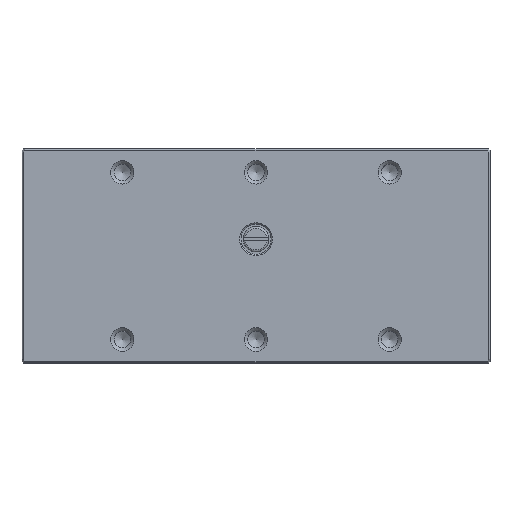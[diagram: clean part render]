
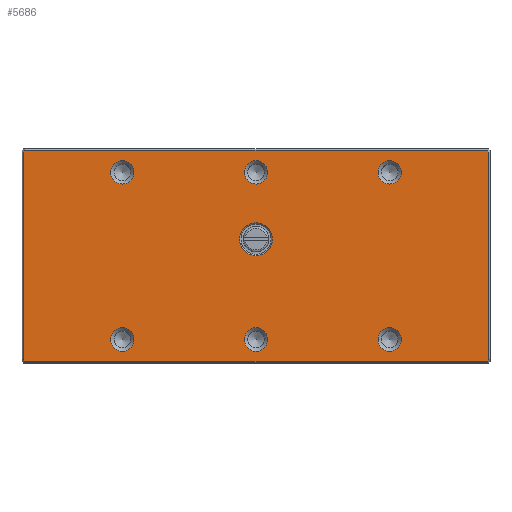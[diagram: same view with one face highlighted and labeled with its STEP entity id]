
A CAD part, top view. The second image highlights one B-rep face of the part: STEP entity #5686.
In plain terms, the highlighted planar face has unit normal (0, 0, 1).
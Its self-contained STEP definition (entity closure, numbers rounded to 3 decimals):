
#4242=CIRCLE('',#30725,2.45);
#4243=CIRCLE('',#30726,1.75);
#4244=CIRCLE('',#30727,1.75);
#4245=CIRCLE('',#30728,1.75);
#4246=CIRCLE('',#30729,1.75);
#4247=CIRCLE('',#30730,1.75);
#4248=CIRCLE('',#30731,1.75);
#5686=ADVANCED_FACE('',(#8527,#8528,#8529,#8530,#8531,#8532,#8533,#8534),
#7050,.F.);
#7050=PLANE('',#30732);
#8527=FACE_BOUND('',#8782,.T.);
#8528=FACE_BOUND('',#8783,.T.);
#8529=FACE_BOUND('',#8784,.T.);
#8530=FACE_BOUND('',#8785,.T.);
#8531=FACE_BOUND('',#8786,.T.);
#8532=FACE_BOUND('',#8787,.T.);
#8533=FACE_BOUND('',#8788,.T.);
#8534=FACE_BOUND('',#8789,.T.);
#8782=EDGE_LOOP('',(#10961));
#8783=EDGE_LOOP('',(#10962));
#8784=EDGE_LOOP('',(#10963));
#8785=EDGE_LOOP('',(#10964));
#8786=EDGE_LOOP('',(#10965));
#8787=EDGE_LOOP('',(#10966));
#8788=EDGE_LOOP('',(#10967));
#8789=EDGE_LOOP('',(#10968,#10969,#10970,#10971,#10972,#10973,#10974,#10975));
#10961=ORIENTED_EDGE('',*,*,#21028,.T.);
#10962=ORIENTED_EDGE('',*,*,#21029,.T.);
#10963=ORIENTED_EDGE('',*,*,#21030,.T.);
#10964=ORIENTED_EDGE('',*,*,#21031,.T.);
#10965=ORIENTED_EDGE('',*,*,#21032,.T.);
#10966=ORIENTED_EDGE('',*,*,#21033,.T.);
#10967=ORIENTED_EDGE('',*,*,#21034,.T.);
#10968=ORIENTED_EDGE('',*,*,#21035,.T.);
#10969=ORIENTED_EDGE('',*,*,#21036,.T.);
#10970=ORIENTED_EDGE('',*,*,#21037,.T.);
#10971=ORIENTED_EDGE('',*,*,#21038,.T.);
#10972=ORIENTED_EDGE('',*,*,#21039,.T.);
#10973=ORIENTED_EDGE('',*,*,#21040,.T.);
#10974=ORIENTED_EDGE('',*,*,#21041,.T.);
#10975=ORIENTED_EDGE('',*,*,#21042,.T.);
#18503=VERTEX_POINT('',#39950);
#18504=VERTEX_POINT('',#39952);
#18505=VERTEX_POINT('',#39954);
#18506=VERTEX_POINT('',#39956);
#18507=VERTEX_POINT('',#39958);
#18508=VERTEX_POINT('',#39960);
#18509=VERTEX_POINT('',#39962);
#18510=VERTEX_POINT('',#39964);
#18511=VERTEX_POINT('',#39965);
#18512=VERTEX_POINT('',#39967);
#18513=VERTEX_POINT('',#39969);
#18514=VERTEX_POINT('',#39971);
#18515=VERTEX_POINT('',#39973);
#18516=VERTEX_POINT('',#39975);
#18517=VERTEX_POINT('',#39977);
#21028=EDGE_CURVE('',#18503,#18503,#4242,.T.);
#21029=EDGE_CURVE('',#18504,#18504,#4243,.T.);
#21030=EDGE_CURVE('',#18505,#18505,#4244,.T.);
#21031=EDGE_CURVE('',#18506,#18506,#4245,.T.);
#21032=EDGE_CURVE('',#18507,#18507,#4246,.T.);
#21033=EDGE_CURVE('',#18508,#18508,#4247,.T.);
#21034=EDGE_CURVE('',#18509,#18509,#4248,.T.);
#21035=EDGE_CURVE('',#18510,#18511,#24643,.T.);
#21036=EDGE_CURVE('',#18511,#18512,#24644,.T.);
#21037=EDGE_CURVE('',#18512,#18513,#24645,.T.);
#21038=EDGE_CURVE('',#18513,#18514,#24646,.T.);
#21039=EDGE_CURVE('',#18514,#18515,#24647,.T.);
#21040=EDGE_CURVE('',#18515,#18516,#24648,.T.);
#21041=EDGE_CURVE('',#18516,#18517,#24649,.T.);
#21042=EDGE_CURVE('',#18517,#18510,#24650,.T.);
#24643=LINE('',#39963,#27981);
#24644=LINE('',#39966,#27982);
#24645=LINE('',#39968,#27983);
#24646=LINE('',#39970,#27984);
#24647=LINE('',#39972,#27985);
#24648=LINE('',#39974,#27986);
#24649=LINE('',#39976,#27987);
#24650=LINE('',#39978,#27988);
#27981=VECTOR('',#32751,1.);
#27982=VECTOR('',#32752,1.);
#27983=VECTOR('',#32753,1.);
#27984=VECTOR('',#32754,1.);
#27985=VECTOR('',#32755,1.);
#27986=VECTOR('',#32756,1.);
#27987=VECTOR('',#32757,1.);
#27988=VECTOR('',#32758,1.);
#30725=AXIS2_PLACEMENT_3D('',#39949,#32737,#32738);
#30726=AXIS2_PLACEMENT_3D('',#39951,#32739,#32740);
#30727=AXIS2_PLACEMENT_3D('',#39953,#32741,#32742);
#30728=AXIS2_PLACEMENT_3D('',#39955,#32743,#32744);
#30729=AXIS2_PLACEMENT_3D('',#39957,#32745,#32746);
#30730=AXIS2_PLACEMENT_3D('',#39959,#32747,#32748);
#30731=AXIS2_PLACEMENT_3D('',#39961,#32749,#32750);
#30732=AXIS2_PLACEMENT_3D('',#39979,#32759,#32760);
#32737=DIRECTION('',(0.,0.,-1.));
#32738=DIRECTION('',(-1.,0.,0.));
#32739=DIRECTION('',(0.,0.,-1.));
#32740=DIRECTION('',(-1.,0.,0.));
#32741=DIRECTION('',(0.,0.,-1.));
#32742=DIRECTION('',(-1.,0.,0.));
#32743=DIRECTION('',(0.,0.,-1.));
#32744=DIRECTION('',(-1.,0.,0.));
#32745=DIRECTION('',(0.,0.,-1.));
#32746=DIRECTION('',(-1.,0.,0.));
#32747=DIRECTION('',(0.,0.,-1.));
#32748=DIRECTION('',(-1.,0.,0.));
#32749=DIRECTION('',(0.,0.,-1.));
#32750=DIRECTION('',(-1.,0.,0.));
#32751=DIRECTION('',(-0.577,-0.816,0.));
#32752=DIRECTION('',(0.,-1.,0.));
#32753=DIRECTION('',(0.577,-0.816,0.));
#32754=DIRECTION('',(1.,0.,0.));
#32755=DIRECTION('',(0.577,0.816,0.));
#32756=DIRECTION('',(0.,1.,0.));
#32757=DIRECTION('',(-0.577,0.816,0.));
#32758=DIRECTION('',(-1.,0.,0.));
#32759=DIRECTION('',(0.,0.,-1.));
#32760=DIRECTION('',(1.,0.,0.));
#39949=CARTESIAN_POINT('',(0.,2.5,16.));
#39950=CARTESIAN_POINT('',(-2.45,2.5,16.));
#39951=CARTESIAN_POINT('',(20.,12.5,16.));
#39952=CARTESIAN_POINT('',(18.25,12.5,16.));
#39953=CARTESIAN_POINT('',(0.,12.5,16.));
#39954=CARTESIAN_POINT('',(-1.75,12.5,16.));
#39955=CARTESIAN_POINT('',(20.,-12.5,16.));
#39956=CARTESIAN_POINT('',(18.25,-12.5,16.));
#39957=CARTESIAN_POINT('',(0.,-12.5,16.));
#39958=CARTESIAN_POINT('',(-1.75,-12.5,16.));
#39959=CARTESIAN_POINT('',(-20.,12.5,16.));
#39960=CARTESIAN_POINT('',(-21.75,12.5,16.));
#39961=CARTESIAN_POINT('',(-20.,-12.5,16.));
#39962=CARTESIAN_POINT('',(-21.75,-12.5,16.));
#39963=CARTESIAN_POINT('',(-34.82,15.49,16.));
#39964=CARTESIAN_POINT('',(-34.6,15.8,16.));
#39965=CARTESIAN_POINT('',(-34.8,15.517,16.));
#39966=CARTESIAN_POINT('',(-34.8,16.,16.));
#39967=CARTESIAN_POINT('',(-34.8,-15.517,16.));
#39968=CARTESIAN_POINT('',(-34.82,-15.49,16.));
#39969=CARTESIAN_POINT('',(-34.6,-15.8,16.));
#39970=CARTESIAN_POINT('',(35.,-15.8,16.));
#39971=CARTESIAN_POINT('',(34.6,-15.8,16.));
#39972=CARTESIAN_POINT('',(34.82,-15.49,16.));
#39973=CARTESIAN_POINT('',(34.8,-15.517,16.));
#39974=CARTESIAN_POINT('',(34.8,15.234,16.));
#39975=CARTESIAN_POINT('',(34.8,15.517,16.));
#39976=CARTESIAN_POINT('',(34.82,15.49,16.));
#39977=CARTESIAN_POINT('',(34.6,15.8,16.));
#39978=CARTESIAN_POINT('',(35.,15.8,16.));
#39979=CARTESIAN_POINT('',(35.,16.,16.));
